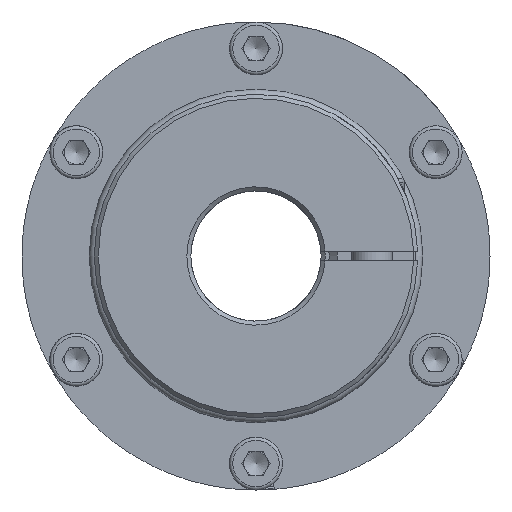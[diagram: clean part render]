
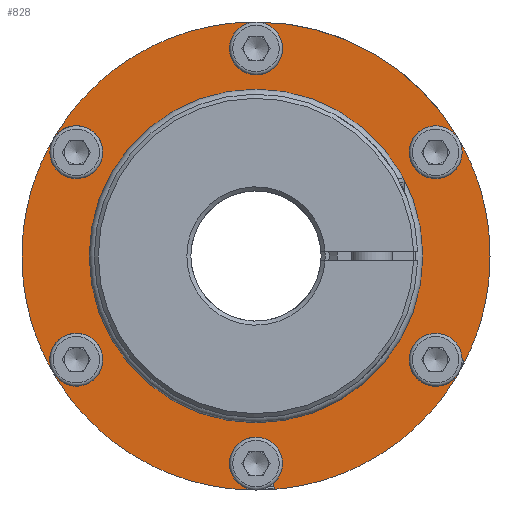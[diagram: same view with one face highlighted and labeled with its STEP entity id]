
A CAD part, left-side view. The second image highlights one B-rep face of the part: STEP entity #828.
In plain terms, the highlighted planar face has unit normal (-1, 0, 0).
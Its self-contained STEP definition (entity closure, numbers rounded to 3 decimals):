
#828 = ADVANCED_FACE( '', ( #1980, #1981 ), #1982, .F. );
#1980 = FACE_OUTER_BOUND( '', #3552, .T. );
#1981 = FACE_BOUND( '', #3553, .T. );
#1982 = PLANE( '', #3554 );
#3552 = EDGE_LOOP( '', ( #6055, #6056, #6057, #6058, #6059, #6060, #6061, #6062, #6063, #6064, #6065, #6066 ) );
#3553 = EDGE_LOOP( '', ( #6067 ) );
#3554 = AXIS2_PLACEMENT_3D( '', #6068, #6069, #6070 );
#6055 = ORIENTED_EDGE( '', *, *, #8166, .T. );
#6056 = ORIENTED_EDGE( '', *, *, #8919, .F. );
#6057 = ORIENTED_EDGE( '', *, *, #8171, .T. );
#6058 = ORIENTED_EDGE( '', *, *, #8920, .F. );
#6059 = ORIENTED_EDGE( '', *, *, #8170, .T. );
#6060 = ORIENTED_EDGE( '', *, *, #8871, .F. );
#6061 = ORIENTED_EDGE( '', *, *, #8169, .T. );
#6062 = ORIENTED_EDGE( '', *, *, #8283, .F. );
#6063 = ORIENTED_EDGE( '', *, *, #8168, .T. );
#6064 = ORIENTED_EDGE( '', *, *, #8921, .F. );
#6065 = ORIENTED_EDGE( '', *, *, #8167, .T. );
#6066 = ORIENTED_EDGE( '', *, *, #8784, .F. );
#6067 = ORIENTED_EDGE( '', *, *, #8922, .F. );
#6068 = CARTESIAN_POINT( '', ( -11.5, 0., 57.5 ) );
#6069 = DIRECTION( '', ( 1., 0., 0. ) );
#6070 = DIRECTION( '', ( 0., 1., 0. ) );
#8166 = EDGE_CURVE( '', #9611, #9612, #9613, .T. );
#8167 = EDGE_CURVE( '', #9614, #9611, #9615, .T. );
#8168 = EDGE_CURVE( '', #9616, #9614, #9617, .T. );
#8169 = EDGE_CURVE( '', #9618, #9616, #9619, .T. );
#8170 = EDGE_CURVE( '', #9620, #9618, #9621, .T. );
#8171 = EDGE_CURVE( '', #9612, #9620, #9622, .T. );
#8283 = EDGE_CURVE( '', #9616, #9616, #9820, .T. );
#8784 = EDGE_CURVE( '', #9611, #9611, #10628, .T. );
#8871 = EDGE_CURVE( '', #9618, #9618, #10753, .T. );
#8919 = EDGE_CURVE( '', #9612, #9612, #10815, .T. );
#8920 = EDGE_CURVE( '', #9620, #9620, #10816, .T. );
#8921 = EDGE_CURVE( '', #9614, #9614, #10817, .T. );
#8922 = EDGE_CURVE( '', #10818, #10818, #10819, .T. );
#9611 = VERTEX_POINT( '', #11797 );
#9612 = VERTEX_POINT( '', #11798 );
#9613 = CIRCLE( '', #11799, 57.5 );
#9614 = VERTEX_POINT( '', #11800 );
#9615 = CIRCLE( '', #11801, 57.5 );
#9616 = VERTEX_POINT( '', #11802 );
#9617 = CIRCLE( '', #11803, 57.5 );
#9618 = VERTEX_POINT( '', #11804 );
#9619 = CIRCLE( '', #11805, 57.5 );
#9620 = VERTEX_POINT( '', #11806 );
#9621 = CIRCLE( '', #11807, 57.5 );
#9622 = CIRCLE( '', #11808, 57.5 );
#9820 = CIRCLE( '', #12219, 6.5 );
#10628 = CIRCLE( '', #13929, 6.5 );
#10753 = CIRCLE( '', #14183, 6.5 );
#10815 = CIRCLE( '', #14326, 6.5 );
#10816 = CIRCLE( '', #14327, 6.5 );
#10817 = CIRCLE( '', #14328, 6.5 );
#10818 = VERTEX_POINT( '', #14329 );
#10819 = CIRCLE( '', #14330, 39.25 );
#11797 = CARTESIAN_POINT( '', ( -11.5, 0., 57.5 ) );
#11798 = CARTESIAN_POINT( '', ( -11.5, 49.796, 28.75 ) );
#11799 = AXIS2_PLACEMENT_3D( '', #16208, #16209, #16210 );
#11800 = CARTESIAN_POINT( '', ( -11.5, -49.796, 28.75 ) );
#11801 = AXIS2_PLACEMENT_3D( '', #16211, #16212, #16213 );
#11802 = CARTESIAN_POINT( '', ( -11.5, -49.796, -28.75 ) );
#11803 = AXIS2_PLACEMENT_3D( '', #16214, #16215, #16216 );
#11804 = CARTESIAN_POINT( '', ( -11.5, 0., -57.5 ) );
#11805 = AXIS2_PLACEMENT_3D( '', #16217, #16218, #16219 );
#11806 = CARTESIAN_POINT( '', ( -11.5, 49.796, -28.75 ) );
#11807 = AXIS2_PLACEMENT_3D( '', #16220, #16221, #16222 );
#11808 = AXIS2_PLACEMENT_3D( '', #16223, #16224, #16225 );
#12219 = AXIS2_PLACEMENT_3D( '', #16357, #16358, #16359 );
#13929 = AXIS2_PLACEMENT_3D( '', #16993, #16994, #16995 );
#14183 = AXIS2_PLACEMENT_3D( '', #17103, #17104, #17105 );
#14326 = AXIS2_PLACEMENT_3D( '', #17166, #17167, #17168 );
#14327 = AXIS2_PLACEMENT_3D( '', #17169, #17170, #17171 );
#14328 = AXIS2_PLACEMENT_3D( '', #17172, #17173, #17174 );
#14329 = CARTESIAN_POINT( '', ( -11.5, 0., 39.25 ) );
#14330 = AXIS2_PLACEMENT_3D( '', #17175, #17176, #17177 );
#16208 = CARTESIAN_POINT( '', ( -11.5, 0., 0. ) );
#16209 = DIRECTION( '', ( -1., 0., 0. ) );
#16210 = DIRECTION( '', ( 0., 0., 1. ) );
#16211 = CARTESIAN_POINT( '', ( -11.5, 0., 0. ) );
#16212 = DIRECTION( '', ( -1., 0., 0. ) );
#16213 = DIRECTION( '', ( 0., 0., 1. ) );
#16214 = CARTESIAN_POINT( '', ( -11.5, 0., 0. ) );
#16215 = DIRECTION( '', ( -1., 0., 0. ) );
#16216 = DIRECTION( '', ( 0., 0., 1. ) );
#16217 = CARTESIAN_POINT( '', ( -11.5, 0., 0. ) );
#16218 = DIRECTION( '', ( -1., 0., 0. ) );
#16219 = DIRECTION( '', ( 0., 0., 1. ) );
#16220 = CARTESIAN_POINT( '', ( -11.5, 0., 0. ) );
#16221 = DIRECTION( '', ( -1., 0., 0. ) );
#16222 = DIRECTION( '', ( 0., 0., 1. ) );
#16223 = CARTESIAN_POINT( '', ( -11.5, 0., 0. ) );
#16224 = DIRECTION( '', ( -1., 0., 0. ) );
#16225 = DIRECTION( '', ( 0., 0., 1. ) );
#16357 = CARTESIAN_POINT( '', ( -11.5, -44.167, -25.5 ) );
#16358 = DIRECTION( '', ( -1., 0., 0. ) );
#16359 = DIRECTION( '', ( 0., 0.866, 0.5 ) );
#16993 = CARTESIAN_POINT( '', ( -11.5, 0., 51. ) );
#16994 = DIRECTION( '', ( -1., 0., 0. ) );
#16995 = DIRECTION( '', ( 0., 0., -1. ) );
#17103 = CARTESIAN_POINT( '', ( -11.5, 0., -51. ) );
#17104 = DIRECTION( '', ( -1., 0., 0. ) );
#17105 = DIRECTION( '', ( 0., 0., 1. ) );
#17166 = CARTESIAN_POINT( '', ( -11.5, 44.167, 25.5 ) );
#17167 = DIRECTION( '', ( -1., 0., 0. ) );
#17168 = DIRECTION( '', ( 0., -0.866, -0.5 ) );
#17169 = CARTESIAN_POINT( '', ( -11.5, 44.167, -25.5 ) );
#17170 = DIRECTION( '', ( -1., 0., 0. ) );
#17171 = DIRECTION( '', ( 0., -0.866, 0.5 ) );
#17172 = CARTESIAN_POINT( '', ( -11.5, -44.167, 25.5 ) );
#17173 = DIRECTION( '', ( -1., 0., 0. ) );
#17174 = DIRECTION( '', ( 0., 0.866, -0.5 ) );
#17175 = CARTESIAN_POINT( '', ( -11.5, 0., 0. ) );
#17176 = DIRECTION( '', ( -1., 0., 0. ) );
#17177 = DIRECTION( '', ( 0., 0., 1. ) );
